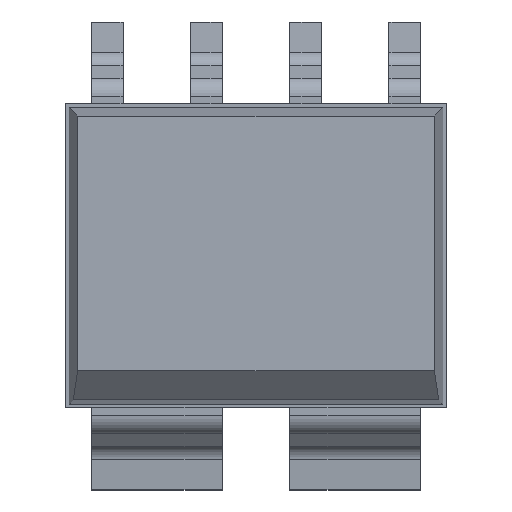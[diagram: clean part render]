
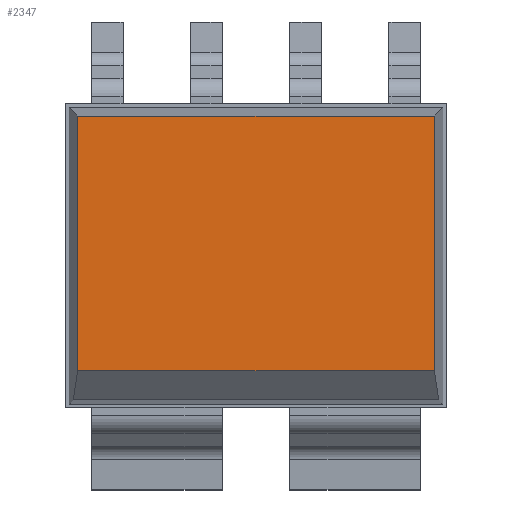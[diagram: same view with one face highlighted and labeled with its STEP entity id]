
A CAD part, top view. The second image highlights one B-rep face of the part: STEP entity #2347.
In plain terms, the highlighted planar face has unit normal (0, 0, 1).
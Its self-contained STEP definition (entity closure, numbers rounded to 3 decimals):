
#454=ORIENTED_EDGE('',*,*,#780,.F.);
#455=ORIENTED_EDGE('',*,*,#770,.T.);
#456=ORIENTED_EDGE('',*,*,#775,.T.);
#457=ORIENTED_EDGE('',*,*,#778,.T.);
#770=EDGE_CURVE('',#959,#960,#1149,.F.);
#775=EDGE_CURVE('',#960,#962,#1154,.F.);
#778=EDGE_CURVE('',#962,#964,#1157,.F.);
#780=EDGE_CURVE('',#959,#964,#1159,.T.);
#959=VERTEX_POINT('',#3358);
#960=VERTEX_POINT('',#3359);
#962=VERTEX_POINT('',#3366);
#964=VERTEX_POINT('',#3372);
#1149=LINE('',#3357,#1350);
#1154=LINE('',#3367,#1355);
#1157=LINE('',#3373,#1358);
#1159=LINE('',#3377,#1360);
#1350=VECTOR('',#2852,1000.);
#1355=VECTOR('',#2859,1000.);
#1358=VECTOR('',#2864,1000.);
#1360=VECTOR('',#2870,1000.);
#1468=EDGE_LOOP('',(#454,#455,#456,#457));
#1559=FACE_BOUND('',#1468,.T.);
#1633=PLANE('',#2474);
#2347=ADVANCED_FACE('',(#1559),#1633,.T.);
#2474=AXIS2_PLACEMENT_3D('',#3376,#2868,#2869);
#2852=DIRECTION('',(0.,-1.,0.));
#2859=DIRECTION('',(1.,0.,0.));
#2864=DIRECTION('',(0.,1.,0.));
#2868=DIRECTION('',(0.,0.,1.));
#2869=DIRECTION('',(1.,0.,0.));
#2870=DIRECTION('',(-1.,0.,0.));
#3357=CARTESIAN_POINT('',(2.287,0.,0.68));
#3358=CARTESIAN_POINT('',(2.287,-1.471,0.68));
#3359=CARTESIAN_POINT('',(2.287,1.792,0.68));
#3366=CARTESIAN_POINT('',(-2.287,1.792,0.68));
#3367=CARTESIAN_POINT('',(0.,1.792,0.68));
#3372=CARTESIAN_POINT('',(-2.287,-1.471,0.68));
#3373=CARTESIAN_POINT('',(-2.287,0.,0.68));
#3376=CARTESIAN_POINT('',(0.,0.,0.68));
#3377=CARTESIAN_POINT('',(5.501,-1.471,0.68));
